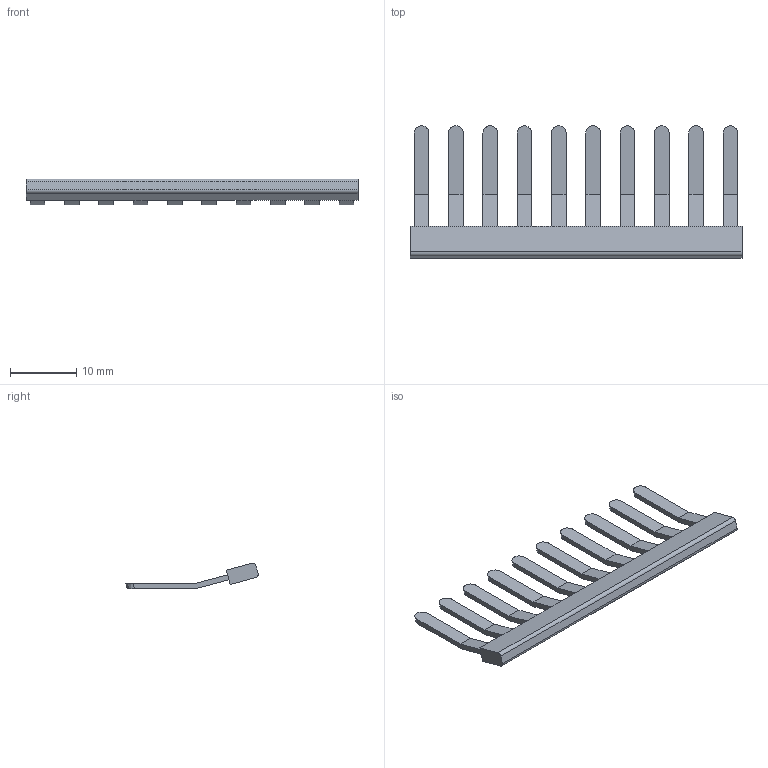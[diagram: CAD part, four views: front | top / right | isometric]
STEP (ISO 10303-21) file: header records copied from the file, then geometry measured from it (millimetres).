
FILE_DESCRIPTION(('Creo Elements/Direct Modeling STEP Export'),'2;1');
FILE_NAME('model.stp','2021-02-26T12:37:09',(''),(''),'Creo Elements/Direct Modeling STEP processor for AP214 (Solid Model)','Creo Elements/Direct Modeling 20.1D 10-Oct-2020 (C) Parametric Technology GmbH','');
FILE_SCHEMA(('AUTOMOTIVE_DESIGN { 1 0 10303 214 1 1 1 1 }'));
Length unit declared in the file: millimetre
Products named in the file (2): EBL_10_5_OG-select
Assembly tree (1 placements, depth 2):
  EBL_10_5_OG-select
    EBL_10_5_OG-select
Bounding box: 50.3 x 20.05 x 3.88 mm (x, y, z)
Volume: 768.3 mm3; surface area: 1590.2 mm2
Topology: 1 solids, 1 shells, 88 faces, 228 edges, 152 vertices
Faces by surface type: plane 66, extrusion 20, cylinder 2
Entity records: 3467 total; most frequent: CARTESIAN_POINT 706, ORIENTED_EDGE 456, DIRECTION 346, EDGE_CURVE 228, VECTOR 202, LINE 182, VERTEX_POINT 152, EDGE_LOOP 98
